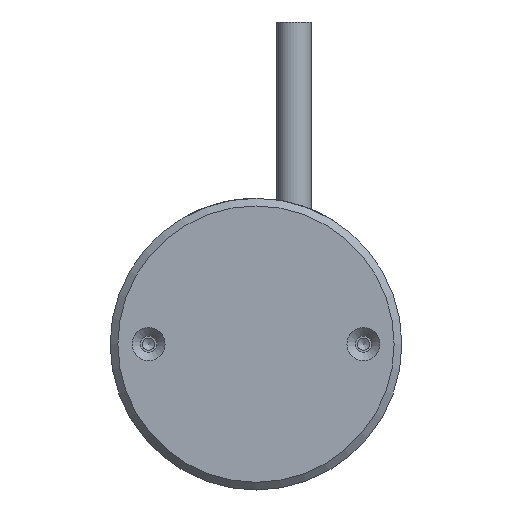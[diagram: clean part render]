
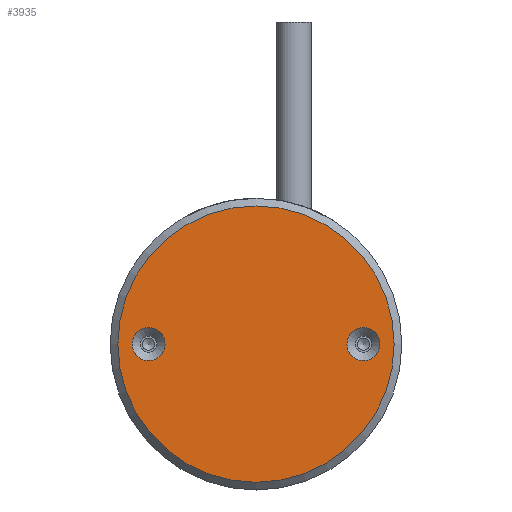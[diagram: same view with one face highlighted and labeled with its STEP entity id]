
A CAD part, left-side view. The second image highlights one B-rep face of the part: STEP entity #3935.
In plain terms, the highlighted planar face has unit normal (-1, 0, 0).
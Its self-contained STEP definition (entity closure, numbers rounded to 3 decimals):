
#64 = CARTESIAN_POINT ( 'NONE',  ( -9.9, -14., 2.15 ) ) ;
#169 = CARTESIAN_POINT ( 'NONE',  ( -9.9, -14., 0. ) ) ;
#313 = VERTEX_POINT ( 'NONE', #693 ) ;
#334 = CIRCLE ( 'NONE', #415, 2.15 ) ;
#337 = ORIENTED_EDGE ( 'NONE', *, *, #487, .F. ) ;
#374 = DIRECTION ( 'NONE',  ( 0., 1., 0. ) ) ;
#375 = CIRCLE ( 'NONE', #3282, 2.15 ) ;
#390 = ORIENTED_EDGE ( 'NONE', *, *, #2287, .F. ) ;
#415 = AXIS2_PLACEMENT_3D ( 'NONE', #2767, #2050, #976 ) ;
#487 = EDGE_CURVE ( 'NONE', #313, #313, #2979, .T. ) ;
#693 = CARTESIAN_POINT ( 'NONE',  ( -9.9, 18., 0. ) ) ;
#754 = EDGE_CURVE ( 'NONE', #2730, #2730, #334, .T. ) ;
#859 = DIRECTION ( 'NONE',  ( -1., 0., 0. ) ) ;
#899 = FACE_BOUND ( 'NONE', #3531, .T. ) ;
#976 = DIRECTION ( 'NONE',  ( 0., 0., 1. ) ) ;
#1139 = AXIS2_PLACEMENT_3D ( 'NONE', #1504, #2144, #3549 ) ;
#1504 = CARTESIAN_POINT ( 'NONE',  ( -9.9, 0., 0. ) ) ;
#1733 = DIRECTION ( 'NONE',  ( 1., 0., 0. ) ) ;
#2050 = DIRECTION ( 'NONE',  ( -1., 0., 0. ) ) ;
#2144 = DIRECTION ( 'NONE',  ( 1., 0., 0. ) ) ;
#2213 = DIRECTION ( 'NONE',  ( 0., 0., 1. ) ) ;
#2287 = EDGE_CURVE ( 'NONE', #2842, #2842, #375, .T. ) ;
#2357 = FACE_OUTER_BOUND ( 'NONE', #2906, .T. ) ;
#2414 = AXIS2_PLACEMENT_3D ( 'NONE', #4461, #1733, #374 ) ;
#2694 = ORIENTED_EDGE ( 'NONE', *, *, #754, .F. ) ;
#2730 = VERTEX_POINT ( 'NONE', #3751 ) ;
#2767 = CARTESIAN_POINT ( 'NONE',  ( -9.9, 14., 0. ) ) ;
#2842 = VERTEX_POINT ( 'NONE', #64 ) ;
#2906 = EDGE_LOOP ( 'NONE', ( #337 ) ) ;
#2979 = CIRCLE ( 'NONE', #2414, 18. ) ;
#3240 = PLANE ( 'NONE',  #1139 ) ;
#3282 = AXIS2_PLACEMENT_3D ( 'NONE', #169, #859, #2213 ) ;
#3346 = EDGE_LOOP ( 'NONE', ( #390 ) ) ;
#3531 = EDGE_LOOP ( 'NONE', ( #2694 ) ) ;
#3549 = DIRECTION ( 'NONE',  ( 0., 1., 0. ) ) ;
#3644 = FACE_BOUND ( 'NONE', #3346, .T. ) ;
#3751 = CARTESIAN_POINT ( 'NONE',  ( -9.9, 14., 2.15 ) ) ;
#3935 = ADVANCED_FACE ( 'NONE', ( #2357, #899, #3644 ), #3240, .F. ) ;
#4461 = CARTESIAN_POINT ( 'NONE',  ( -9.9, 0., 0. ) ) ;
